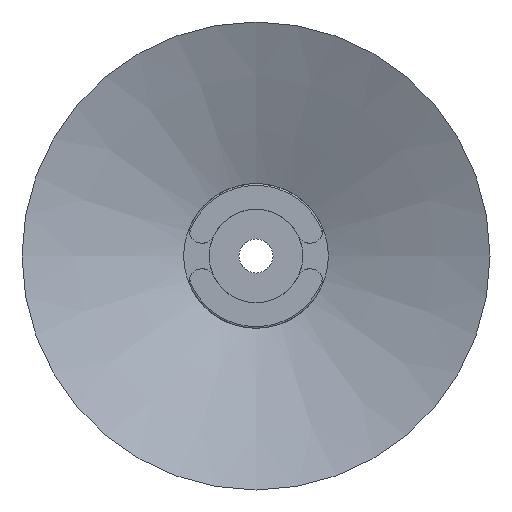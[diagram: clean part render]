
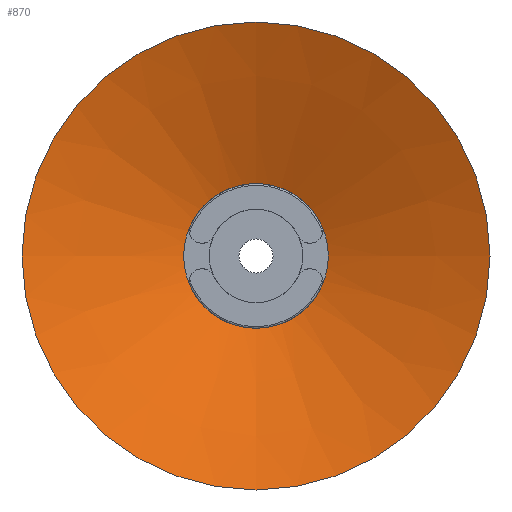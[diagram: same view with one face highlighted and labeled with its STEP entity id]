
A CAD part, front view. The second image highlights one B-rep face of the part: STEP entity #870.
In plain terms, the highlighted conical face has half-angle 68 degrees and reference radius 27.5 mm.
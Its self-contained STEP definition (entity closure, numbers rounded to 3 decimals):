
#31=CONICAL_SURFACE('',#988,27.5,1.187);
#329=ORIENTED_EDGE('',*,*,#401,.F.);
#330=ORIENTED_EDGE('',*,*,#492,.T.);
#401=EDGE_CURVE('',#521,#521,#601,.T.);
#492=EDGE_CURVE('',#584,#584,#644,.T.);
#521=VERTEX_POINT('',#1313);
#584=VERTEX_POINT('',#1575);
#601=CIRCLE('',#906,8.5);
#644=CIRCLE('',#987,27.5);
#708=EDGE_LOOP('',(#329));
#709=EDGE_LOOP('',(#330));
#786=FACE_BOUND('',#708,.T.);
#787=FACE_BOUND('',#709,.T.);
#870=ADVANCED_FACE('',(#786,#787),#31,.F.);
#906=AXIS2_PLACEMENT_3D('',#1312,#1036,#1037);
#987=AXIS2_PLACEMENT_3D('',#1574,#1224,#1225);
#988=AXIS2_PLACEMENT_3D('',#1576,#1226,#1227);
#1036=DIRECTION('',(0.,-1.,0.));
#1037=DIRECTION('',(0.,0.,-1.));
#1224=DIRECTION('',(0.,-1.,0.));
#1225=DIRECTION('',(0.,0.,-1.));
#1226=DIRECTION('',(0.,-1.,0.));
#1227=DIRECTION('',(0.,0.,-1.));
#1312=CARTESIAN_POINT('',(0.,7.676,0.));
#1313=CARTESIAN_POINT('',(0.,7.676,-8.5));
#1574=CARTESIAN_POINT('',(0.,0.,0.));
#1575=CARTESIAN_POINT('',(0.,0.,-27.5));
#1576=CARTESIAN_POINT('',(0.,0.,0.));
